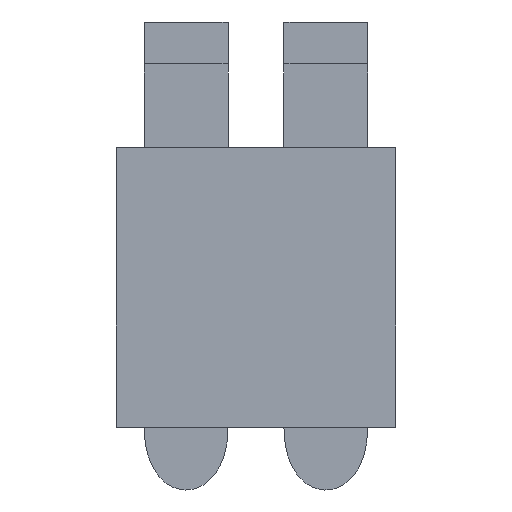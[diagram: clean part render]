
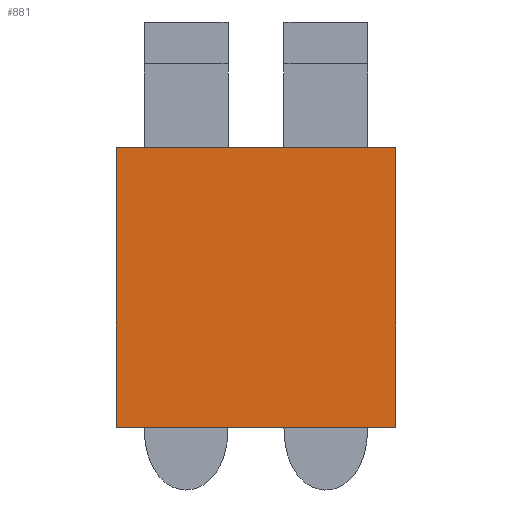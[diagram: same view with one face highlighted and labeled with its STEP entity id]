
A CAD part, front view. The second image highlights one B-rep face of the part: STEP entity #881.
In plain terms, the highlighted planar face has unit normal (0, -1, 0).
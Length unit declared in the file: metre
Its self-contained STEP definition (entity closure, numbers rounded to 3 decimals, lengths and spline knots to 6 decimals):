
#84 = CARTESIAN_POINT('NONE', (0, 0, -0));
#85 = VERTEX_POINT('NONE', #84);
#86 = CARTESIAN_POINT('NONE', (0.01, 0, -0));
#87 = VERTEX_POINT('NONE', #86);
#92 = CARTESIAN_POINT('NONE', (0.01, 0, -0.01));
#93 = VERTEX_POINT('NONE', #92);
#96 = CARTESIAN_POINT('NONE', (0, 0, -0.01));
#97 = VERTEX_POINT('NONE', #96);
#344 = DIRECTION('NONE', (1, 0, 0));
#345 = VECTOR('NONE', #344, 0.01);
#346 = CARTESIAN_POINT('NONE', (0, 0, -0));
#347 = LINE('NONE', #346, #345);
#360 = DIRECTION('NONE', (0, 0, -1));
#361 = VECTOR('NONE', #360, 0.01);
#362 = CARTESIAN_POINT('NONE', (0.01, 0, -0));
#363 = LINE('NONE', #362, #361);
#372 = DIRECTION('NONE', (-1, 0, 0));
#373 = VECTOR('NONE', #372, 0.01);
#374 = CARTESIAN_POINT('NONE', (0.01, 0, -0.01));
#375 = LINE('NONE', #374, #373);
#384 = DIRECTION('NONE', (0, 0, 1));
#385 = VECTOR('NONE', #384, 0.01);
#386 = CARTESIAN_POINT('NONE', (0, 0, -0.01));
#387 = LINE('NONE', #386, #385);
#452 = EDGE_CURVE('NONE', #85, #87, #347, .T.);
#456 = EDGE_CURVE('NONE', #87, #93, #363, .T.);
#459 = EDGE_CURVE('NONE', #93, #97, #375, .T.);
#462 = EDGE_CURVE('NONE', #97, #85, #387, .T.);
#636 = ORIENTED_EDGE('NONE', *, *, #452, .T.);
#637 = ORIENTED_EDGE('NONE', *, *, #456, .T.);
#638 = ORIENTED_EDGE('NONE', *, *, #459, .T.);
#639 = ORIENTED_EDGE('NONE', *, *, #462, .T.);
#640 = EDGE_LOOP('NONE', (#636, #637, #638, #639));
#800 = CARTESIAN_POINT('NONE', (0, 0, -0));
#801 = DIRECTION('NONE', (0, 1, -0));
#802 = AXIS2_PLACEMENT_3D('NONE', #800, #801, $);
#803 = PLANE('NONE', #802);
#880 = FACE_OUTER_BOUND('NONE', #640, .T.);
#881 = ADVANCED_FACE('NONE', (#880), #803, .F.);
